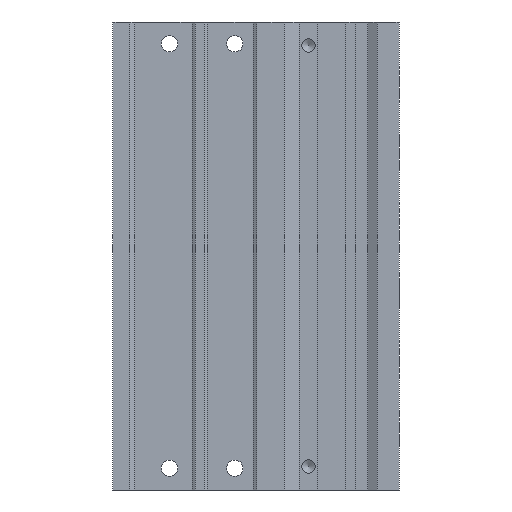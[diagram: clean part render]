
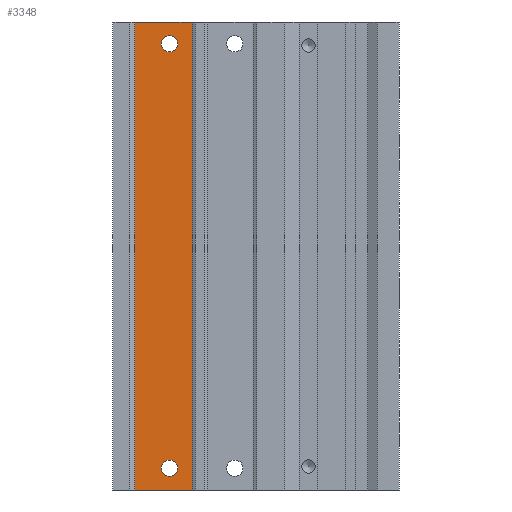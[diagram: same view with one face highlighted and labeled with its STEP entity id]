
A CAD part, front view. The second image highlights one B-rep face of the part: STEP entity #3348.
In plain terms, the highlighted planar face has unit normal (0, -1, 0).
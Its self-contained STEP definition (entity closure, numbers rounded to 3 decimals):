
#72=PLANE('',#3660);
#259=CIRCLE('',#3661,2.25);
#260=CIRCLE('',#3662,2.25);
#414=LINE('',#5658,#596);
#415=LINE('',#5664,#597);
#416=LINE('',#5666,#598);
#417=LINE('',#5668,#599);
#596=VECTOR('',#4247,1000.);
#597=VECTOR('',#4254,1000.);
#598=VECTOR('',#4255,1000.);
#599=VECTOR('',#4256,1000.);
#949=ORIENTED_EDGE('',*,*,#1780,.T.);
#950=ORIENTED_EDGE('',*,*,#1781,.T.);
#951=ORIENTED_EDGE('',*,*,#1782,.F.);
#952=ORIENTED_EDGE('',*,*,#1779,.F.);
#953=ORIENTED_EDGE('',*,*,#1783,.T.);
#954=ORIENTED_EDGE('',*,*,#1784,.T.);
#1779=EDGE_CURVE('',#2185,#2184,#414,.T.);
#1780=EDGE_CURVE('',#2186,#2186,#259,.F.);
#1781=EDGE_CURVE('',#2187,#2187,#260,.F.);
#1782=EDGE_CURVE('',#2184,#2188,#415,.T.);
#1783=EDGE_CURVE('',#2185,#2189,#416,.T.);
#1784=EDGE_CURVE('',#2189,#2188,#417,.T.);
#2184=VERTEX_POINT('',#5655);
#2185=VERTEX_POINT('',#5657);
#2186=VERTEX_POINT('',#5661);
#2187=VERTEX_POINT('',#5663);
#2188=VERTEX_POINT('',#5665);
#2189=VERTEX_POINT('',#5667);
#2514=EDGE_LOOP('',(#949));
#2515=EDGE_LOOP('',(#950));
#2516=EDGE_LOOP('',(#951,#952,#953,#954));
#2886=FACE_BOUND('',#2514,.T.);
#2887=FACE_BOUND('',#2515,.T.);
#2888=FACE_BOUND('',#2516,.T.);
#3348=ADVANCED_FACE('',(#2886,#2887,#2888),#72,.T.);
#3660=AXIS2_PLACEMENT_3D('',#5659,#4248,#4249);
#3661=AXIS2_PLACEMENT_3D('',#5660,#4250,#4251);
#3662=AXIS2_PLACEMENT_3D('',#5662,#4252,#4253);
#4247=DIRECTION('',(0.,0.,1.));
#4248=DIRECTION('',(0.,-1.,0.));
#4249=DIRECTION('',(0.,0.,-1.));
#4250=DIRECTION('',(0.,-1.,0.));
#4251=DIRECTION('',(0.,0.,-1.));
#4252=DIRECTION('',(0.,-1.,0.));
#4253=DIRECTION('',(0.,0.,-1.));
#4254=DIRECTION('',(1.,0.,0.));
#4255=DIRECTION('',(1.,0.,0.));
#4256=DIRECTION('',(0.,0.,1.));
#5655=CARTESIAN_POINT('',(6.,0.5,0.));
#5657=CARTESIAN_POINT('',(6.,0.5,-129.));
#5658=CARTESIAN_POINT('',(6.,0.5,-129.));
#5659=CARTESIAN_POINT('',(6.,0.5,-129.));
#5660=CARTESIAN_POINT('',(15.6,0.5,-6.));
#5661=CARTESIAN_POINT('',(15.6,0.5,-8.25));
#5662=CARTESIAN_POINT('',(15.6,0.5,-123.));
#5663=CARTESIAN_POINT('',(15.6,0.5,-125.25));
#5664=CARTESIAN_POINT('',(6.,0.5,0.));
#5665=CARTESIAN_POINT('',(21.834,0.5,0.));
#5666=CARTESIAN_POINT('',(6.,0.5,-129.));
#5667=CARTESIAN_POINT('',(21.834,0.5,-129.));
#5668=CARTESIAN_POINT('',(21.834,0.5,-129.));
